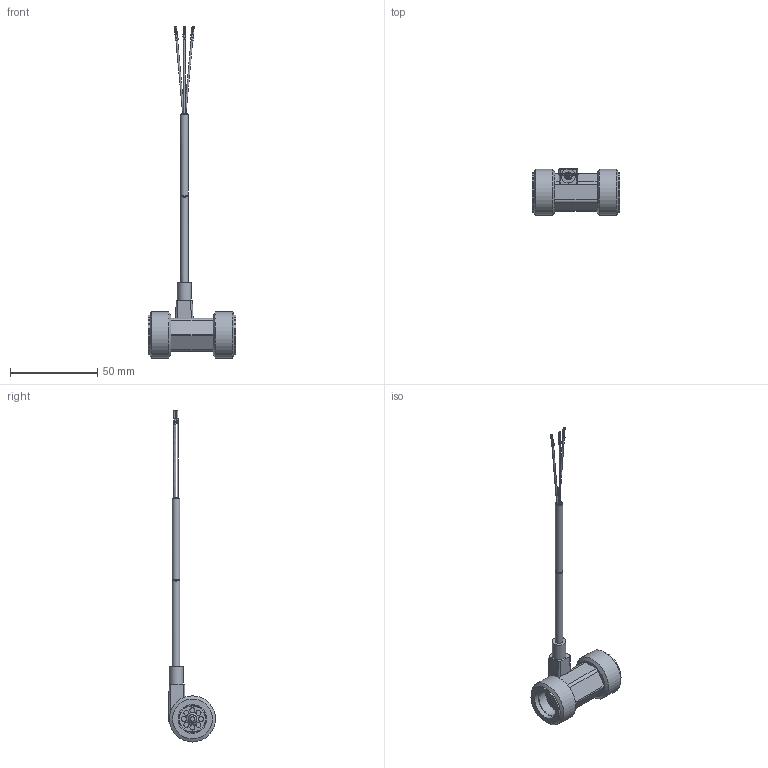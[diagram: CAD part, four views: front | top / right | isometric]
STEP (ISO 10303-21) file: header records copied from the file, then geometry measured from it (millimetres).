
FILE_DESCRIPTION(/* description */ (''),/* implementation_level */ '2;1');
FILE_NAME(/* name */ 'VY1030K5HN10A4.stp',/* time_stamp */ '2025-03-24T14:14:08+01:00',/* author */ ('sadlowski'),/* organization */ (''),/* preprocessor_version */ 'ST-DEVELOPER v18',/* originating_system */ 'Autodesk Inventor 2020',/* authorisation */ '');
FILE_SCHEMA (('AUTOMOTIVE_DESIGN { 1 0 10303 214 3 1 1 }'));
Length unit declared in the file: millimetre
Products named in the file (1): VTY_10_K5-30__Kunststoff_G1_2A__Mantelleitung__Aderendhülsen___00
415752
Bounding box: 50.2 x 26.93 x 190.22 mm (x, y, z)
Volume: 22837.4 mm3; surface area: 8820.3 mm2
Topology: 2 solids, 2 shells, 316 faces, 848 edges, 553 vertices
Faces by surface type: plane 182, cylinder 108, bspline 18, cone 6, torus 2
Full cylindrical faces by diameter (mm): 0.5 x1, 1 x1, 2.9 x16, 3.3 x1, 4.3 x2, 6.9 x1, 8 x1, 13 x1, 14.9 x1, 15 x1, 15.5 x1, 16.5 x1, 22.81 x2, 26.44 x2
Entity records: 10701 total; most frequent: CARTESIAN_POINT 2530, DIRECTION 1753, ORIENTED_EDGE 1696, EDGE_CURVE 848, AXIS2_PLACEMENT_3D 652, VERTEX_POINT 553, LINE 449, VECTOR 449
